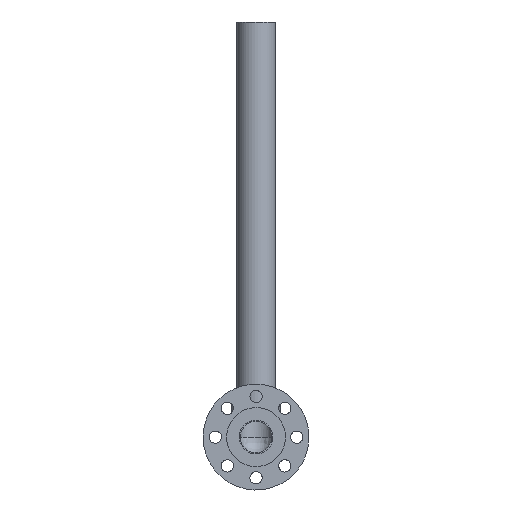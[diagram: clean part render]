
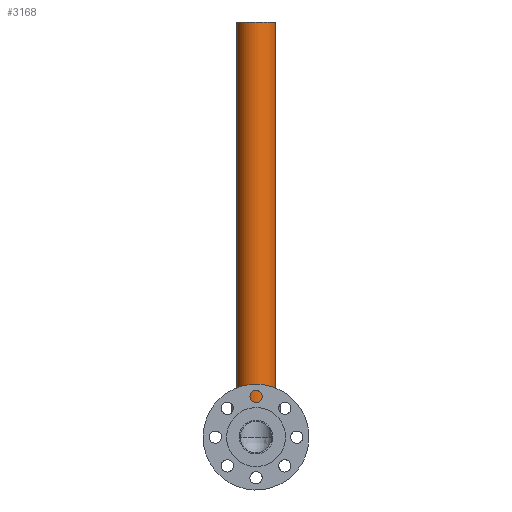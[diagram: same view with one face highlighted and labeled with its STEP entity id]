
A CAD part, left-side view. The second image highlights one B-rep face of the part: STEP entity #3168.
In plain terms, the highlighted free-form (B-spline) face has degree [2, 1] with [7, 2] control points.
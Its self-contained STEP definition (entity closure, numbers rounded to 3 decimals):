
#3168 = ADVANCED_FACE('',(#3169),#3185,.T.);
#3169 = FACE_BOUND('',#3170,.T.);
#3170 = EDGE_LOOP('',(#3171,#3226,#3248,#3286));
#3171 = ORIENTED_EDGE('',*,*,#3172,.F.);
#3172 = EDGE_CURVE('',#3173,#3173,#3175,.T.);
#3173 = VERTEX_POINT('',#3174);
#3174 = CARTESIAN_POINT('',(1020.75,0.,647.6));
#3175 = SURFACE_CURVE('',#3176,(#3184,#3210),.PCURVE_S1.);
#3176 = ( BOUNDED_CURVE() B_SPLINE_CURVE(2,(#3177,#3178,#3179,#3180,
#3181,#3182,#3183),.UNSPECIFIED.,.T.,.F.) B_SPLINE_CURVE_WITH_KNOTS((1,2
    ,2,2,2,1),(-2.094,0.,2.094,4.189,
6.283,8.378),.UNSPECIFIED.) CURVE() 
GEOMETRIC_REPRESENTATION_ITEM() RATIONAL_B_SPLINE_CURVE((1.,0.5,1.,0.5,
1.,0.5,1.)) REPRESENTATION_ITEM('') );
#3177 = CARTESIAN_POINT('',(1020.75,0.,647.6));
#3178 = CARTESIAN_POINT('',(1020.75,52.221,647.6));
#3179 = CARTESIAN_POINT('',(975.525,26.111,647.6));
#3180 = CARTESIAN_POINT('',(930.3,0.,647.6));
#3181 = CARTESIAN_POINT('',(975.525,-26.111,647.6));
#3182 = CARTESIAN_POINT('',(1020.75,-52.221,647.6));
#3183 = CARTESIAN_POINT('',(1020.75,0.,647.6));
#3184 = PCURVE('',#3185,#3200);
#3185 = ( BOUNDED_SURFACE() B_SPLINE_SURFACE(2,1,(
    (#3186,#3187)
    ,(#3188,#3189)
    ,(#3190,#3191)
    ,(#3192,#3193)
    ,(#3194,#3195)
    ,(#3196,#3197)
    ,(#3198,#3199
)),.UNSPECIFIED.,.T.,.F.,.F.) B_SPLINE_SURFACE_WITH_KNOTS((1,2,2,2,2,1),
  (2,2),(-2.094,0.,2.094,4.189,6.283,
    8.378),(0.,608.),.UNSPECIFIED.) 
GEOMETRIC_REPRESENTATION_ITEM() RATIONAL_B_SPLINE_SURFACE((
    (1.,1.)
    ,(0.5,0.5)
    ,(1.,1.)
    ,(0.5,0.5)
    ,(1.,1.)
    ,(0.5,0.5)
,(1.,1.))) REPRESENTATION_ITEM('') SURFACE() );
#3186 = CARTESIAN_POINT('',(1020.75,0.,39.6));
#3187 = CARTESIAN_POINT('',(1020.75,0.,647.6));
#3188 = CARTESIAN_POINT('',(1020.75,52.221,39.6));
#3189 = CARTESIAN_POINT('',(1020.75,52.221,647.6));
#3190 = CARTESIAN_POINT('',(975.525,26.111,39.6));
#3191 = CARTESIAN_POINT('',(975.525,26.111,647.6));
#3192 = CARTESIAN_POINT('',(930.3,0.,39.6));
#3193 = CARTESIAN_POINT('',(930.3,0.,647.6));
#3194 = CARTESIAN_POINT('',(975.525,-26.111,39.6));
#3195 = CARTESIAN_POINT('',(975.525,-26.111,647.6));
#3196 = CARTESIAN_POINT('',(1020.75,-52.221,39.6));
#3197 = CARTESIAN_POINT('',(1020.75,-52.221,647.6));
#3198 = CARTESIAN_POINT('',(1020.75,0.,39.6));
#3199 = CARTESIAN_POINT('',(1020.75,0.,647.6));
#3200 = DEFINITIONAL_REPRESENTATION('',(#3201),#3209);
#3201 = B_SPLINE_CURVE_WITH_KNOTS('',2,(#3202,#3203,#3204,#3205,#3206,
    #3207,#3208),.UNSPECIFIED.,.F.,.F.,(3,2,2,3),(0.,2.094,
    4.189,6.283),.PIECEWISE_BEZIER_KNOTS.);
#3202 = CARTESIAN_POINT('',(0.,608.));
#3203 = CARTESIAN_POINT('',(1.047,608.));
#3204 = CARTESIAN_POINT('',(2.094,608.));
#3205 = CARTESIAN_POINT('',(3.142,608.));
#3206 = CARTESIAN_POINT('',(4.189,608.));
#3207 = CARTESIAN_POINT('',(5.236,608.));
#3208 = CARTESIAN_POINT('',(6.283,608.));
#3209 = ( GEOMETRIC_REPRESENTATION_CONTEXT(2) 
PARAMETRIC_REPRESENTATION_CONTEXT() REPRESENTATION_CONTEXT('2D SPACE',''
  ) );
#3210 = PCURVE('',#3211,#3216);
#3211 = B_SPLINE_SURFACE_WITH_KNOTS('',1,1,(
    (#3212,#3213)
    ,(#3214,#3215
  )),.UNSPECIFIED.,.F.,.F.,.F.,(2,2),(2,2),(-30.15,30.15),(-30.15,30.15)
  ,.PIECEWISE_BEZIER_KNOTS.);
#3212 = CARTESIAN_POINT('',(960.45,-30.15,647.6));
#3213 = CARTESIAN_POINT('',(960.45,30.15,647.6));
#3214 = CARTESIAN_POINT('',(1020.75,-30.15,647.6));
#3215 = CARTESIAN_POINT('',(1020.75,30.15,647.6));
#3216 = DEFINITIONAL_REPRESENTATION('',(#3217),#3225);
#3217 = ( BOUNDED_CURVE() B_SPLINE_CURVE(2,(#3218,#3219,#3220,#3221,
#3222,#3223,#3224),.UNSPECIFIED.,.T.,.F.) B_SPLINE_CURVE_WITH_KNOTS((3,2
    ,2,3),(0.,2.094,4.189,6.283),
.PIECEWISE_BEZIER_KNOTS.) CURVE() GEOMETRIC_REPRESENTATION_ITEM() 
RATIONAL_B_SPLINE_CURVE((1.,0.5,1.,0.5,1.,0.5,1.)) REPRESENTATION_ITEM(
  '') );
#3218 = CARTESIAN_POINT('',(30.15,0.));
#3219 = CARTESIAN_POINT('',(30.15,52.221));
#3220 = CARTESIAN_POINT('',(-15.075,26.111));
#3221 = CARTESIAN_POINT('',(-60.3,0.));
#3222 = CARTESIAN_POINT('',(-15.075,-26.111));
#3223 = CARTESIAN_POINT('',(30.15,-52.221));
#3224 = CARTESIAN_POINT('',(30.15,0.));
#3225 = ( GEOMETRIC_REPRESENTATION_CONTEXT(2) 
PARAMETRIC_REPRESENTATION_CONTEXT() REPRESENTATION_CONTEXT('2D SPACE',''
  ) );
#3226 = ORIENTED_EDGE('',*,*,#3227,.F.);
#3227 = EDGE_CURVE('',#3228,#3173,#3230,.T.);
#3228 = VERTEX_POINT('',#3229);
#3229 = CARTESIAN_POINT('',(1020.75,0.,39.6));
#3230 = SEAM_CURVE('',#3231,(#3234,#3241),.PCURVE_S1.);
#3231 = B_SPLINE_CURVE_WITH_KNOTS('',1,(#3232,#3233),.UNSPECIFIED.,.F.,
  .F.,(2,2),(0.,608.),.PIECEWISE_BEZIER_KNOTS.);
#3232 = CARTESIAN_POINT('',(1020.75,0.,39.6));
#3233 = CARTESIAN_POINT('',(1020.75,0.,647.6));
#3234 = PCURVE('',#3185,#3235);
#3235 = DEFINITIONAL_REPRESENTATION('',(#3236),#3240);
#3236 = B_SPLINE_CURVE_WITH_KNOTS('',2,(#3237,#3238,#3239),
  .UNSPECIFIED.,.F.,.F.,(3,3),(0.,608.),.PIECEWISE_BEZIER_KNOTS.);
#3237 = CARTESIAN_POINT('',(6.283,0.));
#3238 = CARTESIAN_POINT('',(6.283,304.));
#3239 = CARTESIAN_POINT('',(6.283,608.));
#3240 = ( GEOMETRIC_REPRESENTATION_CONTEXT(2) 
PARAMETRIC_REPRESENTATION_CONTEXT() REPRESENTATION_CONTEXT('2D SPACE',''
  ) );
#3241 = PCURVE('',#3185,#3242);
#3242 = DEFINITIONAL_REPRESENTATION('',(#3243),#3247);
#3243 = B_SPLINE_CURVE_WITH_KNOTS('',2,(#3244,#3245,#3246),
  .UNSPECIFIED.,.F.,.F.,(3,3),(0.,608.),.PIECEWISE_BEZIER_KNOTS.);
#3244 = CARTESIAN_POINT('',(0.,0.));
#3245 = CARTESIAN_POINT('',(0.,304.));
#3246 = CARTESIAN_POINT('',(0.,608.));
#3247 = ( GEOMETRIC_REPRESENTATION_CONTEXT(2) 
PARAMETRIC_REPRESENTATION_CONTEXT() REPRESENTATION_CONTEXT('2D SPACE',''
  ) );
#3248 = ORIENTED_EDGE('',*,*,#3249,.T.);
#3249 = EDGE_CURVE('',#3228,#3228,#3250,.T.);
#3250 = SURFACE_CURVE('',#3251,(#3259,#3270),.PCURVE_S1.);
#3251 = ( BOUNDED_CURVE() B_SPLINE_CURVE(2,(#3252,#3253,#3254,#3255,
#3256,#3257,#3258),.UNSPECIFIED.,.T.,.F.) B_SPLINE_CURVE_WITH_KNOTS((1,2
    ,2,2,2,1),(-2.094,0.,2.094,4.189,
6.283,8.378),.UNSPECIFIED.) CURVE() 
GEOMETRIC_REPRESENTATION_ITEM() RATIONAL_B_SPLINE_CURVE((1.,0.5,1.,0.5,
1.,0.5,1.)) REPRESENTATION_ITEM('') );
#3252 = CARTESIAN_POINT('',(1020.75,0.,39.6));
#3253 = CARTESIAN_POINT('',(1020.75,52.221,39.6));
#3254 = CARTESIAN_POINT('',(975.525,26.111,39.6));
#3255 = CARTESIAN_POINT('',(930.3,0.,39.6));
#3256 = CARTESIAN_POINT('',(975.525,-26.111,39.6));
#3257 = CARTESIAN_POINT('',(1020.75,-52.221,39.6));
#3258 = CARTESIAN_POINT('',(1020.75,0.,39.6));
#3259 = PCURVE('',#3185,#3260);
#3260 = DEFINITIONAL_REPRESENTATION('',(#3261),#3269);
#3261 = B_SPLINE_CURVE_WITH_KNOTS('',2,(#3262,#3263,#3264,#3265,#3266,
    #3267,#3268),.UNSPECIFIED.,.F.,.F.,(3,2,2,3),(0.,2.094,
    4.189,6.283),.PIECEWISE_BEZIER_KNOTS.);
#3262 = CARTESIAN_POINT('',(0.,0.));
#3263 = CARTESIAN_POINT('',(1.047,0.));
#3264 = CARTESIAN_POINT('',(2.094,0.));
#3265 = CARTESIAN_POINT('',(3.142,0.));
#3266 = CARTESIAN_POINT('',(4.189,0.));
#3267 = CARTESIAN_POINT('',(5.236,0.));
#3268 = CARTESIAN_POINT('',(6.283,0.));
#3269 = ( GEOMETRIC_REPRESENTATION_CONTEXT(2) 
PARAMETRIC_REPRESENTATION_CONTEXT() REPRESENTATION_CONTEXT('2D SPACE',''
  ) );
#3270 = PCURVE('',#3271,#3276);
#3271 = B_SPLINE_SURFACE_WITH_KNOTS('',1,1,(
    (#3272,#3273)
    ,(#3274,#3275
  )),.UNSPECIFIED.,.F.,.F.,.F.,(2,2),(2,2),(-30.15,30.15),(-30.15,30.15)
  ,.PIECEWISE_BEZIER_KNOTS.);
#3272 = CARTESIAN_POINT('',(960.45,-30.15,39.6));
#3273 = CARTESIAN_POINT('',(960.45,30.15,39.6));
#3274 = CARTESIAN_POINT('',(1020.75,-30.15,39.6));
#3275 = CARTESIAN_POINT('',(1020.75,30.15,39.6));
#3276 = DEFINITIONAL_REPRESENTATION('',(#3277),#3285);
#3277 = ( BOUNDED_CURVE() B_SPLINE_CURVE(2,(#3278,#3279,#3280,#3281,
#3282,#3283,#3284),.UNSPECIFIED.,.T.,.F.) B_SPLINE_CURVE_WITH_KNOTS((3,2
    ,2,3),(0.,2.094,4.189,6.283),
.PIECEWISE_BEZIER_KNOTS.) CURVE() GEOMETRIC_REPRESENTATION_ITEM() 
RATIONAL_B_SPLINE_CURVE((1.,0.5,1.,0.5,1.,0.5,1.)) REPRESENTATION_ITEM(
  '') );
#3278 = CARTESIAN_POINT('',(30.15,0.));
#3279 = CARTESIAN_POINT('',(30.15,52.221));
#3280 = CARTESIAN_POINT('',(-15.075,26.111));
#3281 = CARTESIAN_POINT('',(-60.3,0.));
#3282 = CARTESIAN_POINT('',(-15.075,-26.111));
#3283 = CARTESIAN_POINT('',(30.15,-52.221));
#3284 = CARTESIAN_POINT('',(30.15,0.));
#3285 = ( GEOMETRIC_REPRESENTATION_CONTEXT(2) 
PARAMETRIC_REPRESENTATION_CONTEXT() REPRESENTATION_CONTEXT('2D SPACE',''
  ) );
#3286 = ORIENTED_EDGE('',*,*,#3227,.T.);
